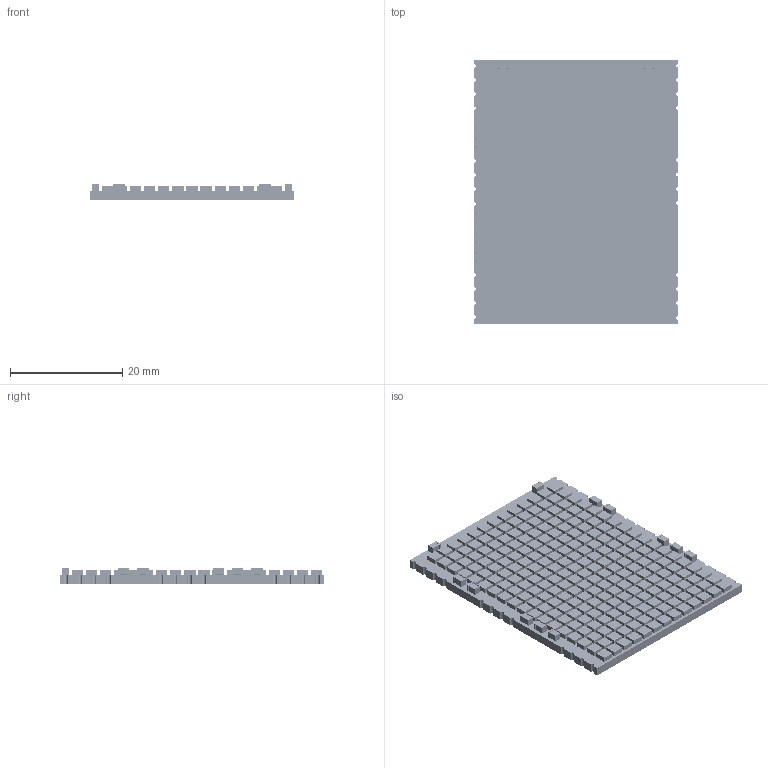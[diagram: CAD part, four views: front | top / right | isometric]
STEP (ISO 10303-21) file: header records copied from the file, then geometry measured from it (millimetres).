
FILE_DESCRIPTION(('KiCad electronic assembly'),'2;1');
FILE_NAME('PixelDisplay.step','2024-09-22T12:39:19',('Pcbnew'),('Kicad') ,'Open CASCADE STEP processor 7.8','KiCad to STEP converter','Unknown' );
FILE_SCHEMA(('AUTOMOTIVE_DESIGN { 1 0 10303 214 1 1 1 1 }'));
Length unit declared in the file: millimetre
Products named in the file (6): PixelDisplay 1; 1312020030000; Assem1; C_0805_2012Metric; PixelDisplay_PCB
Assembly tree (249 placements, depth 3):
  PixelDisplay 1
    1312020030000  x234
      Assem1
    C_0805_2012Metric  x12
      C_0805_2012Metric
    PixelDisplay_PCB
Bounding box: 36.5 x 47.2 x 2.9 mm (x, y, z)
Volume: 3641 mm3; surface area: 10248.2 mm2
Topology: 1417 solids, 1417 shells, 44148 faces, 100704 edges, 67136 vertices
Faces by surface type: plane 33918, cylinder 7188, bspline 2106, extrusion 936
Full cylindrical faces by diameter (mm): 0.048 x4212
Entity records: 10941 total; most frequent: CARTESIAN_POINT 2524, DIRECTION 1781, ORIENTED_EDGE 1308, AXIS2_PLACEMENT_3D 656, EDGE_CURVE 654, VECTOR 469, LINE 465, VERTEX_POINT 436
